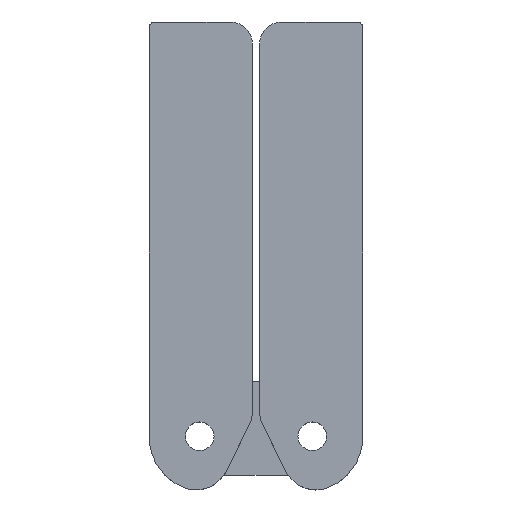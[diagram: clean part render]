
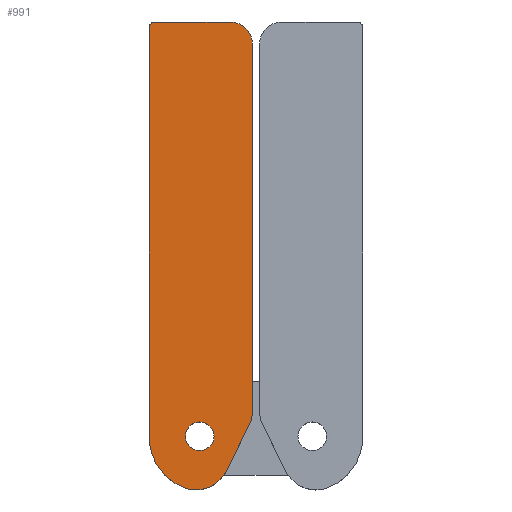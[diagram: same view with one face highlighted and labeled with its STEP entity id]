
A CAD part, top view. The second image highlights one B-rep face of the part: STEP entity #991.
In plain terms, the highlighted planar face has unit normal (0, 0, 1).
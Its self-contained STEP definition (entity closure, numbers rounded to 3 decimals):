
#41=FACE_BOUND('',#320,.T.);
#53=CIRCLE('',#1063,4.);
#54=CIRCLE('',#1064,1.);
#55=CIRCLE('',#1065,9.825);
#56=CIRCLE('',#1066,2.55);
#87=LINE('',#1451,#161);
#88=LINE('',#1455,#162);
#89=LINE('',#1459,#163);
#161=VECTOR('',#1147,10.);
#162=VECTOR('',#1150,10.);
#163=VECTOR('',#1153,10.);
#235=PLANE('',#1062);
#263=FACE_OUTER_BOUND('',#319,.T.);
#319=EDGE_LOOP('',(#685,#686,#687,#688,#689,#690,#691,#692,#693));
#320=EDGE_LOOP('',(#694));
#385=B_SPLINE_CURVE_WITH_KNOTS('',3,(#1397,#1398,#1399,#1400),
 .UNSPECIFIED.,.F.,.F.,(4,4),(0.,0.276),.UNSPECIFIED.);
#389=B_SPLINE_CURVE_WITH_KNOTS('',3,(#1432,#1433,#1434,#1435,#1436,#1437),
 .UNSPECIFIED.,.F.,.F.,(4,2,4),(0.14,0.717,1.059),
 .UNSPECIFIED.);
#392=B_SPLINE_CURVE_WITH_KNOTS('',3,(#1462,#1463,#1464,#1465,#1466,#1467,
#1468,#1469,#1470,#1471),.UNSPECIFIED.,.F.,.F.,(4,3,3,4),(0.,0.387,
0.645,0.903),.UNSPECIFIED.);
#427=VERTEX_POINT('',#1395);
#428=VERTEX_POINT('',#1396);
#431=VERTEX_POINT('',#1431);
#433=VERTEX_POINT('',#1450);
#434=VERTEX_POINT('',#1452);
#435=VERTEX_POINT('',#1454);
#436=VERTEX_POINT('',#1456);
#437=VERTEX_POINT('',#1458);
#438=VERTEX_POINT('',#1460);
#439=VERTEX_POINT('',#1472);
#527=EDGE_CURVE('',#427,#428,#385,.T.);
#531=EDGE_CURVE('',#428,#431,#389,.T.);
#534=EDGE_CURVE('',#433,#427,#87,.T.);
#535=EDGE_CURVE('',#433,#434,#53,.T.);
#536=EDGE_CURVE('',#434,#435,#88,.T.);
#537=EDGE_CURVE('',#435,#436,#54,.T.);
#538=EDGE_CURVE('',#436,#437,#89,.T.);
#539=EDGE_CURVE('',#437,#438,#55,.T.);
#540=EDGE_CURVE('',#431,#438,#392,.T.);
#541=EDGE_CURVE('',#439,#439,#56,.T.);
#685=ORIENTED_EDGE('',*,*,#527,.F.);
#686=ORIENTED_EDGE('',*,*,#534,.F.);
#687=ORIENTED_EDGE('',*,*,#535,.T.);
#688=ORIENTED_EDGE('',*,*,#536,.T.);
#689=ORIENTED_EDGE('',*,*,#537,.T.);
#690=ORIENTED_EDGE('',*,*,#538,.T.);
#691=ORIENTED_EDGE('',*,*,#539,.T.);
#692=ORIENTED_EDGE('',*,*,#540,.F.);
#693=ORIENTED_EDGE('',*,*,#531,.F.);
#694=ORIENTED_EDGE('',*,*,#541,.T.);
#991=ADVANCED_FACE('',(#263,#41),#235,.T.);
#1062=AXIS2_PLACEMENT_3D('',#1449,#1145,#1146);
#1063=AXIS2_PLACEMENT_3D('',#1453,#1148,#1149);
#1064=AXIS2_PLACEMENT_3D('',#1457,#1151,#1152);
#1065=AXIS2_PLACEMENT_3D('',#1461,#1154,#1155);
#1066=AXIS2_PLACEMENT_3D('',#1473,#1156,#1157);
#1145=DIRECTION('center_axis',(0.,0.,1.));
#1146=DIRECTION('ref_axis',(0.,-1.,0.));
#1147=DIRECTION('',(0.,-1.,0.));
#1148=DIRECTION('center_axis',(0.,0.,1.));
#1149=DIRECTION('ref_axis',(0.707,0.707,0.));
#1150=DIRECTION('',(-1.,0.,0.));
#1151=DIRECTION('center_axis',(0.,0.,1.));
#1152=DIRECTION('ref_axis',(-0.707,0.707,0.));
#1153=DIRECTION('',(0.,-1.,0.));
#1154=DIRECTION('center_axis',(0.,0.,1.));
#1155=DIRECTION('ref_axis',(-1.,0.,0.));
#1156=DIRECTION('center_axis',(0.,0.,-1.));
#1157=DIRECTION('ref_axis',(1.,0.,0.));
#1395=CARTESIAN_POINT('',(138.514,70.873,3.2));
#1396=CARTESIAN_POINT('',(137.892,68.212,3.2));
#1397=CARTESIAN_POINT('Ctrl Pts',(138.514,70.873,3.2));
#1398=CARTESIAN_POINT('Ctrl Pts',(138.514,69.954,3.2));
#1399=CARTESIAN_POINT('Ctrl Pts',(138.299,69.036,3.2));
#1400=CARTESIAN_POINT('Ctrl Pts',(137.892,68.212,3.2));
#1431=CARTESIAN_POINT('',(133.817,59.975,3.2));
#1432=CARTESIAN_POINT('Ctrl Pts',(137.892,68.212,3.2));
#1433=CARTESIAN_POINT('Ctrl Pts',(137.039,66.489,3.2));
#1434=CARTESIAN_POINT('Ctrl Pts',(136.187,64.766,3.2));
#1435=CARTESIAN_POINT('Ctrl Pts',(134.828,62.02,3.2));
#1436=CARTESIAN_POINT('Ctrl Pts',(134.323,60.997,3.2));
#1437=CARTESIAN_POINT('Ctrl Pts',(133.817,59.975,3.2));
#1449=CARTESIAN_POINT('Origin',(136.714,132.35,3.2));
#1450=CARTESIAN_POINT('',(138.514,135.95,3.2));
#1451=CARTESIAN_POINT('',(138.514,136.15,3.2));
#1452=CARTESIAN_POINT('',(134.514,139.95,3.2));
#1453=CARTESIAN_POINT('Origin',(134.514,135.95,3.2));
#1454=CARTESIAN_POINT('',(121.064,139.95,3.2));
#1455=CARTESIAN_POINT('',(136.714,139.95,3.2));
#1456=CARTESIAN_POINT('',(120.064,138.95,3.2));
#1457=CARTESIAN_POINT('Origin',(121.064,138.95,3.2));
#1458=CARTESIAN_POINT('',(120.064,66.175,3.2));
#1459=CARTESIAN_POINT('',(120.064,115.25,3.2));
#1460=CARTESIAN_POINT('',(126.165,57.083,3.2));
#1461=CARTESIAN_POINT('Origin',(129.889,66.175,3.2));
#1462=CARTESIAN_POINT('Ctrl Pts',(133.817,59.975,3.2));
#1463=CARTESIAN_POINT('Ctrl Pts',(133.247,58.823,3.2));
#1464=CARTESIAN_POINT('Ctrl Pts',(132.294,57.864,3.2));
#1465=CARTESIAN_POINT('Ctrl Pts',(131.147,57.283,3.2));
#1466=CARTESIAN_POINT('Ctrl Pts',(130.383,56.895,3.2));
#1467=CARTESIAN_POINT('Ctrl Pts',(129.534,56.676,3.2));
#1468=CARTESIAN_POINT('Ctrl Pts',(128.677,56.641,3.2));
#1469=CARTESIAN_POINT('Ctrl Pts',(127.821,56.607,3.2));
#1470=CARTESIAN_POINT('Ctrl Pts',(126.958,56.758,3.2));
#1471=CARTESIAN_POINT('Ctrl Pts',(126.165,57.083,3.2));
#1472=CARTESIAN_POINT('',(126.539,66.175,3.2));
#1473=CARTESIAN_POINT('Origin',(129.089,66.175,3.2));
